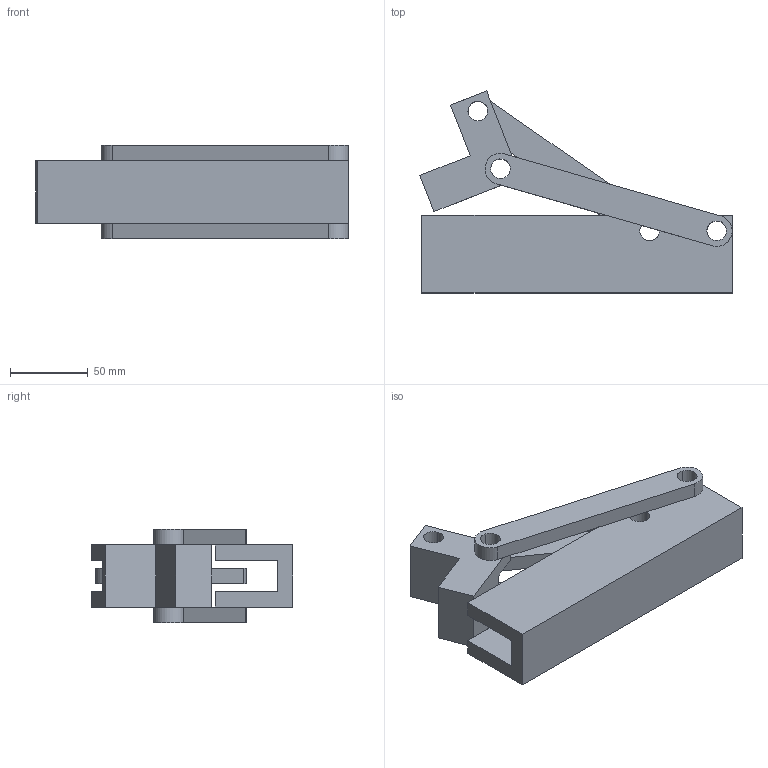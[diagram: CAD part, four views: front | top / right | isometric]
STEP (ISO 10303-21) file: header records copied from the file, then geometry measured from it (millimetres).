
FILE_DESCRIPTION (( 'STEP AP214' ), '1' );
FILE_NAME ('Ensamble.STEP', '2024-11-08T13:19:44', ( '' ), ( '' ), 'SwSTEP 2.0', 'SolidWorks 2022', '' );
FILE_SCHEMA (( 'AUTOMOTIVE_DESIGN' ));
Length unit declared in the file: millimetre
Products named in the file (5): Eslabon Largo; Transportador; Ensamble; Eslabon Corto; Base
Assembly tree (5 placements, depth 2):
  Ensamble
    Base
    Eslabon Corto
    Eslabon Largo  x2
    Transportador
Bounding box: 201.4 x 130.19 x 60 mm (x, y, z)
Volume: 387690 mm3; surface area: 101658.7 mm2
Topology: 5 solids, 5 shells, 68 faces, 174 edges, 116 vertices
Faces by surface type: cylinder 34, plane 34
Entity records: 2044 total; most frequent: DIRECTION 338, CARTESIAN_POINT 316, ORIENTED_EDGE 300, EDGE_CURVE 150, AXIS2_PLACEMENT_3D 122, VERTEX_POINT 100, LINE 94, VECTOR 94
